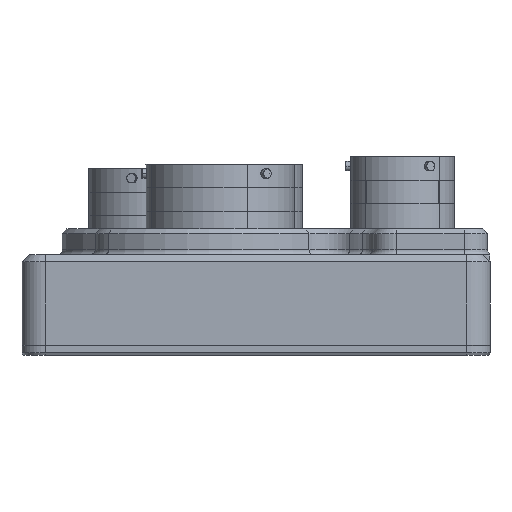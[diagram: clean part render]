
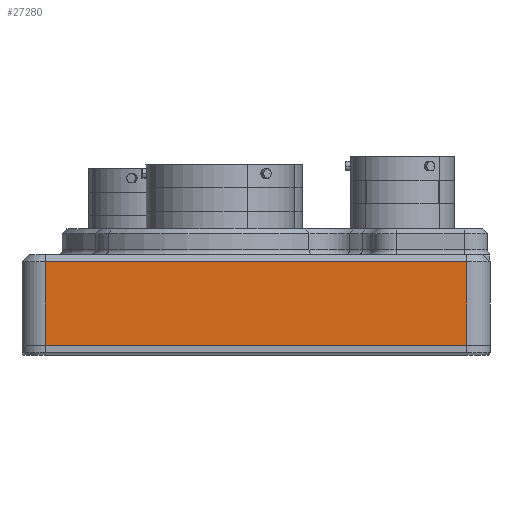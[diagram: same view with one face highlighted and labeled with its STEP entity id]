
A CAD part, left-side view. The second image highlights one B-rep face of the part: STEP entity #27280.
In plain terms, the highlighted planar face has unit normal (-1, 0, 0).
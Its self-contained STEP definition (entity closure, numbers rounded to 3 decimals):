
#26568=CARTESIAN_POINT('Vertex',(-5.,0.,-4.9)) ;
#26571=CARTESIAN_POINT('Line Origine',(-5.,45.,-4.9)) ;
#26575=CARTESIAN_POINT('Vertex',(-5.,90.,-4.9)) ;
#27238=CARTESIAN_POINT('Line Origine',(-5.,90.,8.11)) ;
#27242=CARTESIAN_POINT('Vertex',(-5.,90.,13.)) ;
#27257=CARTESIAN_POINT('Axis2P3D Location',(-5.,0.,-5.)) ;
#27262=CARTESIAN_POINT('Line Origine',(-5.,45.,13.)) ;
#27266=CARTESIAN_POINT('Vertex',(-5.,0.,13.)) ;
#27269=CARTESIAN_POINT('Line Origine',(-5.,0.,4.05)) ;
#26572=DIRECTION('Vector Direction',(0.,1.,0.)) ;
#27239=DIRECTION('Vector Direction',(0.,0.,-1.)) ;
#27258=DIRECTION('Axis2P3D Direction',(1.,0.,0.)) ;
#27259=DIRECTION('Axis2P3D XDirection',(0.,1.,0.)) ;
#27263=DIRECTION('Vector Direction',(0.,-1.,0.)) ;
#27270=DIRECTION('Vector Direction',(0.,0.,1.)) ;
#27260=AXIS2_PLACEMENT_3D('Plane Axis2P3D',#27257,#27258,#27259) ;
#27275=ORIENTED_EDGE('',*,*,#27268,.F.) ;
#27276=ORIENTED_EDGE('',*,*,#27244,.F.) ;
#27277=ORIENTED_EDGE('',*,*,#26577,.F.) ;
#27278=ORIENTED_EDGE('',*,*,#27273,.T.) ;
#26573=VECTOR('Line Direction',#26572,1.) ;
#27240=VECTOR('Line Direction',#27239,1.) ;
#27264=VECTOR('Line Direction',#27263,1.) ;
#27271=VECTOR('Line Direction',#27270,1.) ;
#27280=ADVANCED_FACE('PDU34A BOX.1\\PDU34A BOX',(#27279),#27261,.F.) ;
#26577=EDGE_CURVE('',#26569,#26576,#26574,.T.) ;
#27244=EDGE_CURVE('',#26576,#27243,#27241,.F.) ;
#27268=EDGE_CURVE('',#27243,#27267,#27265,.T.) ;
#27273=EDGE_CURVE('',#26569,#27267,#27272,.T.) ;
#27274=EDGE_LOOP('',(#27275,#27276,#27277,#27278)) ;
#27279=FACE_OUTER_BOUND('',#27274,.T.) ;
#26574=LINE('Line',#26571,#26573) ;
#27241=LINE('Line',#27238,#27240) ;
#27265=LINE('Line',#27262,#27264) ;
#27272=LINE('Line',#27269,#27271) ;
#27261=PLANE('Plane',#27260) ;
#26569=VERTEX_POINT('',#26568) ;
#26576=VERTEX_POINT('',#26575) ;
#27243=VERTEX_POINT('',#27242) ;
#27267=VERTEX_POINT('',#27266) ;
